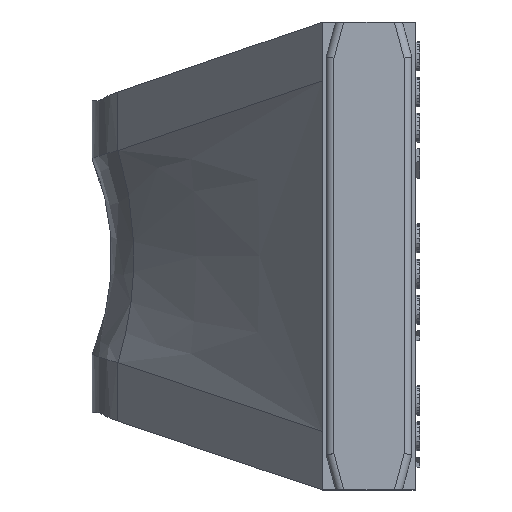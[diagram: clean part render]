
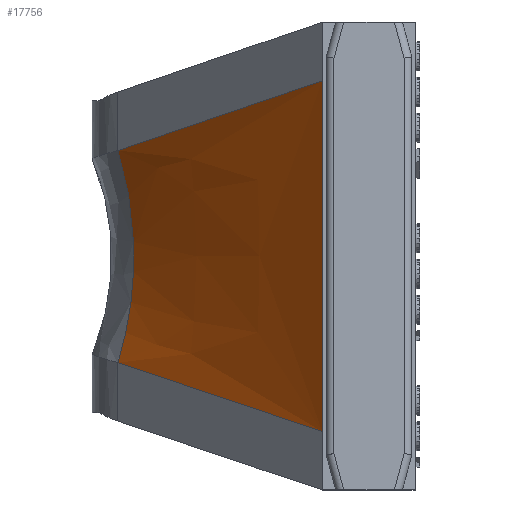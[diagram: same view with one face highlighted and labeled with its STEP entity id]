
A CAD part, top view. The second image highlights one B-rep face of the part: STEP entity #17756.
In plain terms, the highlighted free-form (B-spline) face has degree [3, 3] with [7, 4] control points.
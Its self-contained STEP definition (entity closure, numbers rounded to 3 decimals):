
#155=DIRECTION('',(0.,1.,0.));
#156=VECTOR('',#155,9.);
#157=CARTESIAN_POINT('',(-1.2,-4.5,0.));
#158=LINE('',#157,#156);
#1109=CARTESIAN_POINT('',(-6.44,2.724,
-6.661));
#1111=CARTESIAN_POINT('',(-6.44,-2.724,
-6.661));
#1112=CARTESIAN_POINT('',(-6.348,-2.425,
-6.671));
#1113=CARTESIAN_POINT('',(-6.197,-1.821,
-6.69));
#1114=CARTESIAN_POINT('',(-6.064,-0.911,
-6.71));
#1115=CARTESIAN_POINT('',(-6.02,0.,
-6.717));
#1116=CARTESIAN_POINT('',(-6.064,0.911,
-6.71));
#1117=CARTESIAN_POINT('',(-6.197,1.821,
-6.69));
#1118=CARTESIAN_POINT('',(-6.348,2.425,
-6.671));
#1119=CARTESIAN_POINT('',(-6.44,2.724,
-6.661));
#1181=DIRECTION('',(-0.605,-0.205,-0.769));
#1182=VECTOR('',#1181,8.659);
#1183=CARTESIAN_POINT('',(-1.2,4.5,0.));
#1184=LINE('',#1183,#1182);
#6395=DIRECTION('',(-0.605,0.205,-0.769));
#6396=VECTOR('',#6395,8.659);
#6397=CARTESIAN_POINT('',(-1.2,-4.5,0.));
#6398=LINE('',#6397,#6396);
#7263=CARTESIAN_POINT('',(-1.2,-4.5,0.));
#7264=VERTEX_POINT('',#7263);
#7265=CARTESIAN_POINT('',(-1.2,4.5,0.));
#7266=VERTEX_POINT('',#7265);
#7315=VERTEX_POINT('',#1109);
#7316=VERTEX_POINT('',#1111);
#17721=CARTESIAN_POINT('',(-1.2,-4.5,0.));
#17722=CARTESIAN_POINT('',(-2.961,-3.903,
-2.238));
#17723=CARTESIAN_POINT('',(-4.722,-3.306,
-4.476));
#17724=CARTESIAN_POINT('',(-6.482,-2.709,
-6.715));
#17725=CARTESIAN_POINT('',(-1.2,-3.75,0.));
#17726=CARTESIAN_POINT('',(-2.912,-3.259,
-2.238));
#17727=CARTESIAN_POINT('',(-4.623,-2.768,
-4.476));
#17728=CARTESIAN_POINT('',(-6.335,-2.277,
-6.715));
#17729=CARTESIAN_POINT('',(-1.2,-2.25,0.));
#17730=CARTESIAN_POINT('',(-2.837,-1.961,
-2.238));
#17731=CARTESIAN_POINT('',(-4.474,-1.673,
-4.476));
#17732=CARTESIAN_POINT('',(-6.11,-1.384,
-6.715));
#17733=CARTESIAN_POINT('',(-1.2,0.,0.));
#17734=CARTESIAN_POINT('',(-2.799,0.,-2.238));
#17735=CARTESIAN_POINT('',(-4.398,0.,-4.476));
#17736=CARTESIAN_POINT('',(-5.997,0.,-6.715));
#17737=CARTESIAN_POINT('',(-1.2,2.25,0.));
#17738=CARTESIAN_POINT('',(-2.837,1.961,
-2.238));
#17739=CARTESIAN_POINT('',(-4.474,1.673,
-4.476));
#17740=CARTESIAN_POINT('',(-6.11,1.384,
-6.715));
#17741=CARTESIAN_POINT('',(-1.2,3.75,0.));
#17742=CARTESIAN_POINT('',(-2.912,3.259,
-2.238));
#17743=CARTESIAN_POINT('',(-4.623,2.768,
-4.476));
#17744=CARTESIAN_POINT('',(-6.335,2.277,
-6.715));
#17745=CARTESIAN_POINT('',(-1.2,4.5,0.));
#17746=CARTESIAN_POINT('',(-2.961,3.903,
-2.238));
#17747=CARTESIAN_POINT('',(-4.722,3.306,
-4.476));
#17748=CARTESIAN_POINT('',(-6.482,2.709,
-6.715));
#17749=B_SPLINE_SURFACE_WITH_KNOTS('',3,3,((#17721,#17722,#17723,#17724),
(#17725,#17726,#17727,#17728),(#17729,#17730,#17731,#17732),(#17733,#17734,
#17735,#17736),(#17737,#17738,#17739,#17740),(#17741,#17742,#17743,#17744),(
#17745,#17746,#17747,#17748)),.UNSPECIFIED.,.F.,.F.,.F.,(4,1,1,1,4),(4,4),(0.,
0.25,0.5,0.75,1.),(0.,0.895),.UNSPECIFIED.);
#17750=ORIENTED_EDGE('',*,*,#10183,.T.);
#17751=ORIENTED_EDGE('',*,*,#10271,.F.);
#17752=ORIENTED_EDGE('',*,*,#9512,.F.);
#17753=ORIENTED_EDGE('',*,*,#9532,.T.);
#17754=EDGE_LOOP('',(#17750,#17751,#17752,#17753));
#17755=FACE_OUTER_BOUND('',#17754,.F.);
#17756=ADVANCED_FACE('',(#17755),#17749,.T.);
#1120=B_SPLINE_CURVE_WITH_KNOTS('',3,(#1111,#1112,#1113,#1114,#1115,#1116,#1117,
#1118,#1119),.UNSPECIFIED.,.F.,.F.,(4,1,1,1,1,1,4),(0.,0.167,
0.333,0.5,0.667,0.833,1.),
.UNSPECIFIED.);
#9512=EDGE_CURVE('',#7264,#7266,#158,.T.);
#9532=EDGE_CURVE('',#7264,#7316,#6398,.T.);
#10183=EDGE_CURVE('',#7316,#7315,#1120,.T.);
#10271=EDGE_CURVE('',#7266,#7315,#1184,.T.);
